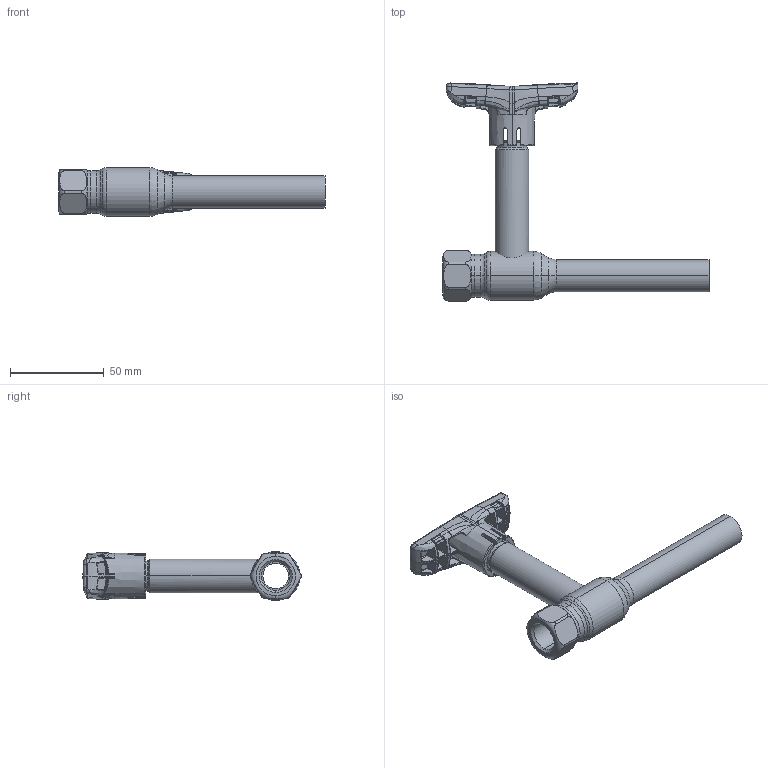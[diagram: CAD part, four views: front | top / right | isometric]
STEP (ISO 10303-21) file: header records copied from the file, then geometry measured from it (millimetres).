
FILE_DESCRIPTION (( 'STEP AP214' ), '1' );
FILE_NAME ('1010003601-2401.step', '2023-09-14T10:17:06', ( '' ), ( '' ), 'SwSTEP 2.0', 'SolidWorks 2021', '' );
FILE_SCHEMA (( 'AUTOMOTIVE_DESIGN' ));
Length unit declared in the file: millimetre
Products named in the file (1): 1010003601-2401
Bounding box: 141.8 x 116.28 x 26 mm (x, y, z)
Surface area: 23109.4 mm2 (no closed solid volume)
Topology: 0 solids, 5 shells, 658 faces, 1947 edges, 1215 vertices
Faces by surface type: bspline 522, plane 58, cylinder 35, torus 23, cone 15, sphere 5
Entity records: 51650 total; most frequent: CARTESIAN_POINT 31606, ORIENTED_EDGE 3373, EDGE_CURVE 1943, B_SPLINE_CURVE_WITH_KNOTS 1362, DIRECTION 1277, VERTEX_POINT 1215, EDGE_LOOP 665, UNCERTAINTY_MEASURE_WITH_UNIT 660
